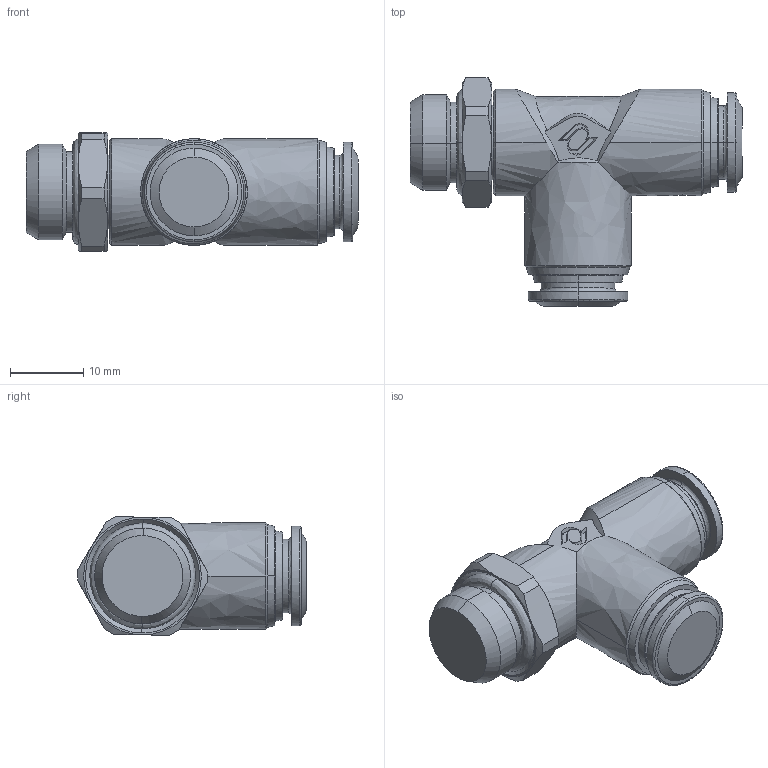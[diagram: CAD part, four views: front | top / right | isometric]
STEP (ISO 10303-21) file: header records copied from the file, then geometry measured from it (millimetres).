
FILE_DESCRIPTION (( 'STEP AP214' ), '1' );
FILE_NAME ('PST08-G02_ME.STEP', '2018-09-06T13:24:46', ( '' ), ( '' ), 'SwSTEP 2.0', 'SolidWorks 2018', '' );
FILE_SCHEMA (( 'AUTOMOTIVE_DESIGN' ));
Length unit declared in the file: millimetre
Products named in the file (1): PST08-G02_ME
Bounding box: 45.29 x 31.23 x 16.18 mm (x, y, z)
Volume: 9323.1 mm3; surface area: 3639.9 mm2
Topology: 1 solids, 1 shells, 141 faces, 360 edges, 236 vertices
Faces by surface type: bspline 141
Entity records: 8084 total; most frequent: CARTESIAN_POINT 5033, ORIENTED_EDGE 720, EDGE_CURVE 360, B_SPLINE_CURVE_WITH_KNOTS 282, VERTEX_POINT 236, EDGE_LOOP 156, FACE_OUTER_BOUND 141, ADVANCED_FACE 141
